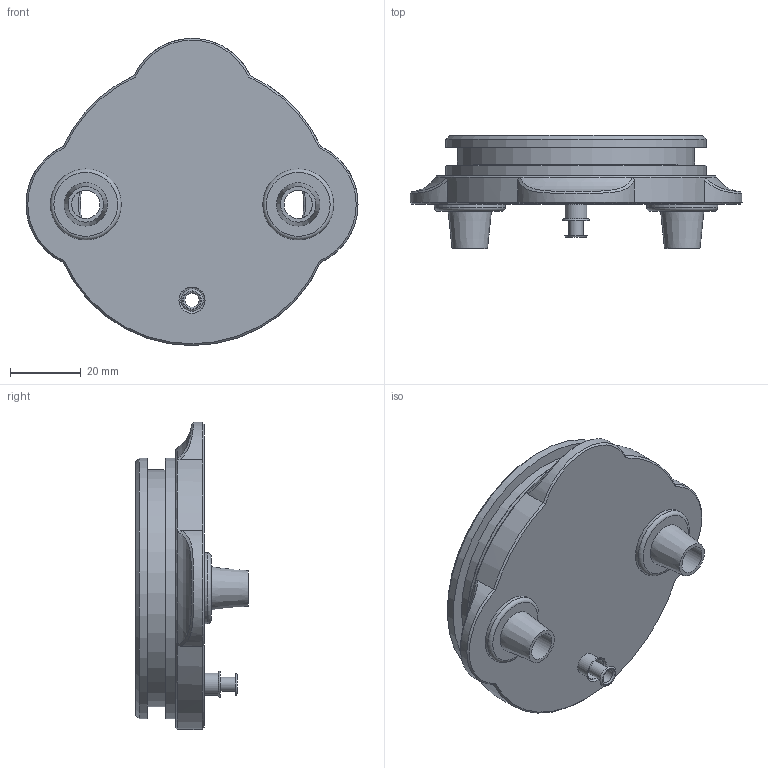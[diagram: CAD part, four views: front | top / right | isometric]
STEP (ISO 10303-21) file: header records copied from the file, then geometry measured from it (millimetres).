
FILE_DESCRIPTION(/* description */ (''),/* implementation_level */ '2;1');
FILE_NAME(/* name */ 'Top_part.step',/* time_stamp */ '2022-04-08T10:21:09+02:00',/* author */ (''),/* organization */ (''),/* preprocessor_version */ 'ST-DEVELOPER v18.1',/* originating_system */ 'Autodesk Translation Framework v10.14.0.1471',/* authorisation */ '');
FILE_SCHEMA (('AUTOMOTIVE_DESIGN { 1 0 10303 214 3 1 1 }'));
Length unit declared in the file: millimetre
Products named in the file (1): Filtration_Set_2ports_Luer Top v2
Bounding box: 93.6 x 31.8 x 86.6 mm (x, y, z)
Volume: 45840.4 mm3; surface area: 22824 mm2
Topology: 1 solids, 1 shells, 74 faces, 160 edges, 100 vertices
Faces by surface type: cylinder 23, torus 20, plane 16, cone 12, bspline 3
Full cylindrical faces by diameter (mm): 4 x1, 6.2 x1, 8 x2, 11 x1, 16 x1, 20 x2, 66.9 x1, 73.5 x2
Entity records: 2509 total; most frequent: CARTESIAN_POINT 836, DIRECTION 373, ORIENTED_EDGE 320, AXIS2_PLACEMENT_3D 171, EDGE_CURVE 160, VERTEX_POINT 100, CIRCLE 99, EDGE_LOOP 92
